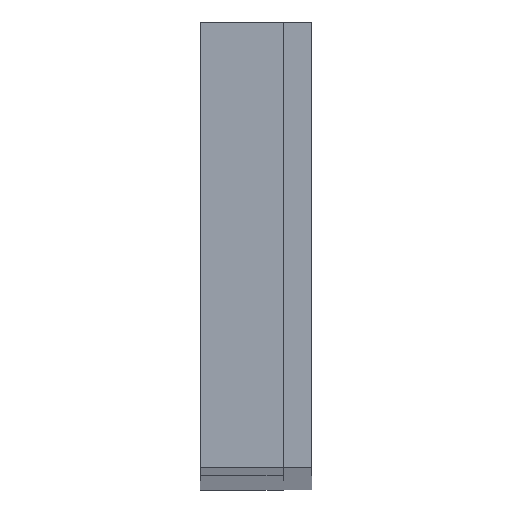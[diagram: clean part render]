
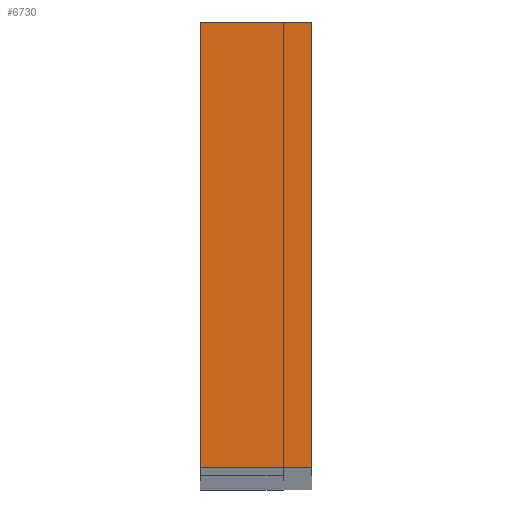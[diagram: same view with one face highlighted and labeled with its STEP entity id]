
A CAD part, top view. The second image highlights one B-rep face of the part: STEP entity #6730.
In plain terms, the highlighted planar face has unit normal (0, 0, 1).
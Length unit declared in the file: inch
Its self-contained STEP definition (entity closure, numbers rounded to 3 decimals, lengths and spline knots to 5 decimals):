
#841=FACE_OUTER_BOUND('',#1225,.T.);
#1225=EDGE_LOOP('',(#4921,#4922,#4923,#4924));
#1693=LINE('',#9529,#2281);
#1698=LINE('',#9558,#2286);
#1701=LINE('',#9564,#2289);
#1702=LINE('',#9565,#2290);
#2281=VECTOR('',#7490,0.3937);
#2286=VECTOR('',#7525,0.3937);
#2289=VECTOR('',#7530,0.3937);
#2290=VECTOR('',#7531,0.3937);
#2881=VERTEX_POINT('',#9523);
#2883=VERTEX_POINT('',#9527);
#2892=VERTEX_POINT('',#9557);
#2894=VERTEX_POINT('',#9563);
#3645=EDGE_CURVE('',#2881,#2883,#1693,.T.);
#3658=EDGE_CURVE('',#2892,#2881,#1698,.T.);
#3661=EDGE_CURVE('',#2894,#2883,#1701,.T.);
#3662=EDGE_CURVE('',#2894,#2892,#1702,.T.);
#4921=ORIENTED_EDGE('',*,*,#3645,.T.);
#4922=ORIENTED_EDGE('',*,*,#3661,.F.);
#4923=ORIENTED_EDGE('',*,*,#3662,.T.);
#4924=ORIENTED_EDGE('',*,*,#3658,.T.);
#6526=PLANE('',#7116);
#6730=ADVANCED_FACE('',(#841),#6526,.T.);
#7116=AXIS2_PLACEMENT_3D('',#9562,#7528,#7529);
#7490=DIRECTION('',(0.,1.,0.));
#7525=DIRECTION('',(1.,0.,0.));
#7528=DIRECTION('center_axis',(0.,0.,1.));
#7529=DIRECTION('ref_axis',(-1.,0.,0.));
#7530=DIRECTION('',(1.,0.,0.));
#7531=DIRECTION('',(0.,-1.,0.));
#9523=CARTESIAN_POINT('',(-0.50075,-0.25,13.84375));
#9527=CARTESIAN_POINT('',(-0.50075,0.25,13.84375));
#9529=CARTESIAN_POINT('',(-0.50075,0.25,13.84375));
#9557=CARTESIAN_POINT('',(-0.62575,-0.25,13.84375));
#9558=CARTESIAN_POINT('',(-0.62575,-0.25,13.84375));
#9562=CARTESIAN_POINT('Origin',(-0.62575,0.,13.84375));
#9563=CARTESIAN_POINT('',(-0.62575,0.25,13.84375));
#9564=CARTESIAN_POINT('',(-0.62575,0.25,13.84375));
#9565=CARTESIAN_POINT('',(-0.62575,0.25,13.84375));
